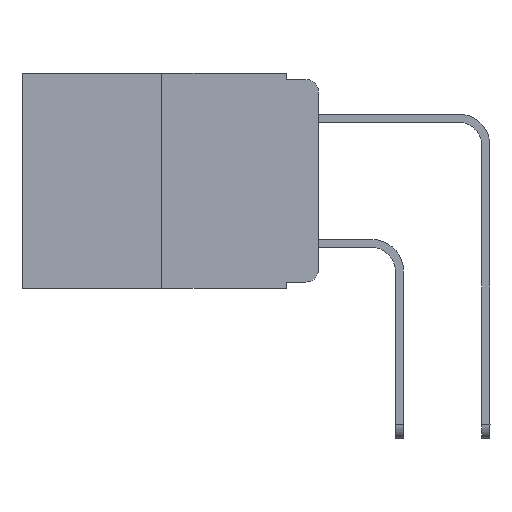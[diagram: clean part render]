
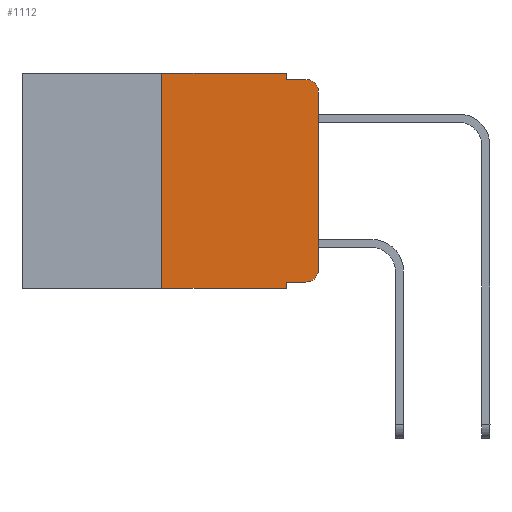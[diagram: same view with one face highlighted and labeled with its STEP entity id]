
A CAD part, left-side view. The second image highlights one B-rep face of the part: STEP entity #1112.
In plain terms, the highlighted planar face has unit normal (-1, 0, 0).
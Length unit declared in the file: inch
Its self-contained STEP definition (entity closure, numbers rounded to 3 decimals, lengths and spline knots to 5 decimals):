
#137 = VECTOR ( 'NONE', #6777, 39.37008 ) ;
#287 = DIRECTION ( 'NONE',  ( 0., -1., 0. ) ) ;
#428 = DIRECTION ( 'NONE',  ( 1., 0., 0. ) ) ;
#600 = CARTESIAN_POINT ( 'NONE',  ( 0., 0.25, 0. ) ) ;
#631 = AXIS2_PLACEMENT_3D ( 'NONE', #3971, #428, #3856 ) ;
#797 = VERTEX_POINT ( 'NONE', #2892 ) ;
#861 = ORIENTED_EDGE ( 'NONE', *, *, #6635, .T. ) ;
#1112 = ADVANCED_FACE ( 'NONE', ( #18822 ), #9369, .F. ) ;
#1327 = EDGE_CURVE ( 'NONE', #15618, #797, #17543, .T. ) ;
#1601 = VECTOR ( 'NONE', #12319, 39.37008 ) ;
#1698 = VERTEX_POINT ( 'NONE', #8119 ) ;
#2004 = CARTESIAN_POINT ( 'NONE',  ( 0., 0.473, -0.343 ) ) ;
#2110 = VECTOR ( 'NONE', #6739, 39.37008 ) ;
#2697 = VERTEX_POINT ( 'NONE', #23503 ) ;
#2738 = CARTESIAN_POINT ( 'NONE',  ( 0., 0.02, -0.313 ) ) ;
#2892 = CARTESIAN_POINT ( 'NONE',  ( 0., 0., -0.313 ) ) ;
#3303 = ORIENTED_EDGE ( 'NONE', *, *, #8604, .F. ) ;
#3492 = VERTEX_POINT ( 'NONE', #20482 ) ;
#3856 = DIRECTION ( 'NONE',  ( 0., 0., -1. ) ) ;
#3971 = CARTESIAN_POINT ( 'NONE',  ( 0., 0.473, 0. ) ) ;
#4144 = AXIS2_PLACEMENT_3D ( 'NONE', #4379, #11852, #10021 ) ;
#4206 = EDGE_CURVE ( 'NONE', #6936, #2697, #6555, .T. ) ;
#4379 = CARTESIAN_POINT ( 'NONE',  ( 0., 0.02, -0.03 ) ) ;
#4716 = CARTESIAN_POINT ( 'NONE',  ( 0., 0.051, -0.01 ) ) ;
#4831 = CARTESIAN_POINT ( 'NONE',  ( 0., 0., -0.03 ) ) ;
#5002 = VECTOR ( 'NONE', #9021, 39.37008 ) ;
#5719 = CARTESIAN_POINT ( 'NONE',  ( 0., 0.051, -0.333 ) ) ;
#5881 = CARTESIAN_POINT ( 'NONE',  ( 0., 0., 0. ) ) ;
#6114 = CIRCLE ( 'NONE', #4144, 0.02 ) ;
#6553 = CARTESIAN_POINT ( 'NONE',  ( 0., 0.25, -0.343 ) ) ;
#6555 = LINE ( 'NONE', #23614, #137 ) ;
#6635 = EDGE_CURVE ( 'NONE', #10312, #3492, #6114, .T. ) ;
#6739 = DIRECTION ( 'NONE',  ( 0., -1., 0. ) ) ;
#6777 = DIRECTION ( 'NONE',  ( 0., 0., -1. ) ) ;
#6936 = VERTEX_POINT ( 'NONE', #5719 ) ;
#7154 = VECTOR ( 'NONE', #287, 39.37008 ) ;
#7178 = VECTOR ( 'NONE', #16932, 39.37008 ) ;
#7924 = CARTESIAN_POINT ( 'NONE',  ( 0., 0.051, -0.333 ) ) ;
#8119 = CARTESIAN_POINT ( 'NONE',  ( 0., 0.051, 0. ) ) ;
#8604 = EDGE_CURVE ( 'NONE', #12160, #1698, #16761, .T. ) ;
#8622 = DIRECTION ( 'NONE',  ( -1., 0., 0. ) ) ;
#9021 = DIRECTION ( 'NONE',  ( 0., -1., 0. ) ) ;
#9369 = PLANE ( 'NONE',  #631 ) ;
#9776 = VECTOR ( 'NONE', #13358, 39.37008 ) ;
#10021 = DIRECTION ( 'NONE',  ( 0., 0., -1. ) ) ;
#10222 = EDGE_LOOP ( 'NONE', ( #22815, #861, #18741, #18814, #3303, #10580, #22724, #16394, #15791, #15009 ) ) ;
#10312 = VERTEX_POINT ( 'NONE', #4831 ) ;
#10580 = ORIENTED_EDGE ( 'NONE', *, *, #11082, .F. ) ;
#10977 = CARTESIAN_POINT ( 'NONE',  ( 0., 0.473, 0. ) ) ;
#11082 = EDGE_CURVE ( 'NONE', #20868, #12160, #16704, .T. ) ;
#11267 = EDGE_CURVE ( 'NONE', #12662, #3492, #21745, .T. ) ;
#11425 = LINE ( 'NONE', #2004, #7154 ) ;
#11852 = DIRECTION ( 'NONE',  ( -1., 0., 0. ) ) ;
#12160 = VERTEX_POINT ( 'NONE', #600 ) ;
#12319 = DIRECTION ( 'NONE',  ( 0., 0., -1. ) ) ;
#12662 = VERTEX_POINT ( 'NONE', #4716 ) ;
#13358 = DIRECTION ( 'NONE',  ( 0., 0., 1. ) ) ;
#13918 = EDGE_CURVE ( 'NONE', #6936, #15618, #17253, .T. ) ;
#14170 = LINE ( 'NONE', #17739, #1601 ) ;
#15009 = ORIENTED_EDGE ( 'NONE', *, *, #1327, .T. ) ;
#15618 = VERTEX_POINT ( 'NONE', #19198 ) ;
#15791 = ORIENTED_EDGE ( 'NONE', *, *, #13918, .T. ) ;
#16394 = ORIENTED_EDGE ( 'NONE', *, *, #4206, .F. ) ;
#16704 = LINE ( 'NONE', #24224, #7178 ) ;
#16761 = LINE ( 'NONE', #10977, #5002 ) ;
#16932 = DIRECTION ( 'NONE',  ( 0., 0., 1. ) ) ;
#17253 = LINE ( 'NONE', #7924, #17430 ) ;
#17430 = VECTOR ( 'NONE', #17498, 39.37008 ) ;
#17498 = DIRECTION ( 'NONE',  ( 0., -1., 0. ) ) ;
#17543 = CIRCLE ( 'NONE', #20703, 0.02 ) ;
#17739 = CARTESIAN_POINT ( 'NONE',  ( 0., 0.051, 0. ) ) ;
#18741 = ORIENTED_EDGE ( 'NONE', *, *, #11267, .F. ) ;
#18814 = ORIENTED_EDGE ( 'NONE', *, *, #20437, .F. ) ;
#18822 = FACE_OUTER_BOUND ( 'NONE', #10222, .T. ) ;
#19198 = CARTESIAN_POINT ( 'NONE',  ( 0., 0.02, -0.333 ) ) ;
#19703 = EDGE_CURVE ( 'NONE', #797, #10312, #20763, .T. ) ;
#20437 = EDGE_CURVE ( 'NONE', #1698, #12662, #14170, .T. ) ;
#20482 = CARTESIAN_POINT ( 'NONE',  ( 0., 0.02, -0.01 ) ) ;
#20703 = AXIS2_PLACEMENT_3D ( 'NONE', #2738, #8622, #23380 ) ;
#20763 = LINE ( 'NONE', #5881, #9776 ) ;
#20868 = VERTEX_POINT ( 'NONE', #6553 ) ;
#21745 = LINE ( 'NONE', #21872, #2110 ) ;
#21872 = CARTESIAN_POINT ( 'NONE',  ( 0., 0.051, -0.01 ) ) ;
#22404 = EDGE_CURVE ( 'NONE', #20868, #2697, #11425, .T. ) ;
#22724 = ORIENTED_EDGE ( 'NONE', *, *, #22404, .T. ) ;
#22815 = ORIENTED_EDGE ( 'NONE', *, *, #19703, .T. ) ;
#23380 = DIRECTION ( 'NONE',  ( 0., 0., -1. ) ) ;
#23503 = CARTESIAN_POINT ( 'NONE',  ( 0., 0.051, -0.343 ) ) ;
#23614 = CARTESIAN_POINT ( 'NONE',  ( 0., 0.051, 0. ) ) ;
#24224 = CARTESIAN_POINT ( 'NONE',  ( 0., 0.25, 0. ) ) ;
